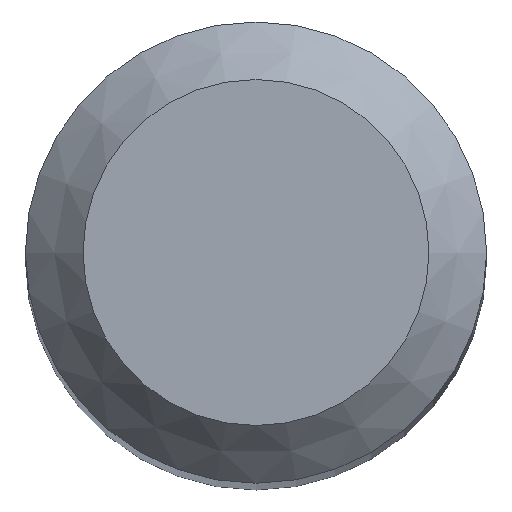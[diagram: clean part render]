
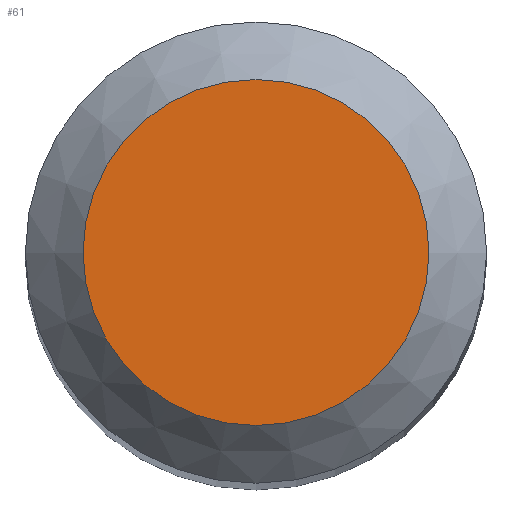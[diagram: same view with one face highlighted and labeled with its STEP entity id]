
A CAD part, top view. The second image highlights one B-rep face of the part: STEP entity #61.
In plain terms, the highlighted planar face has unit normal (0, 0, 1).
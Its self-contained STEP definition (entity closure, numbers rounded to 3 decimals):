
#52=PLANE('',#169);
#56=FACE_OUTER_BOUND('',#84,.T.);
#61=ADVANCED_FACE('',(#56),#52,.T.);
#84=EDGE_LOOP('',(#98));
#98=ORIENTED_EDGE('',*,*,#117,.F.);
#110=VERTEX_POINT('',#241);
#117=EDGE_CURVE('',#110,#110,#124,.T.);
#124=CIRCLE('',#166,1.5);
#166=AXIS2_PLACEMENT_3D('',#240,#190,#191);
#169=AXIS2_PLACEMENT_3D('',#245,#196,#197);
#190=DIRECTION('',(0.,0.,-1.));
#191=DIRECTION('',(-1.,0.,0.));
#196=DIRECTION('',(0.,0.,1.));
#197=DIRECTION('',(1.,0.,0.));
#240=CARTESIAN_POINT('',(0.,0.,0.));
#241=CARTESIAN_POINT('',(-1.5,0.,0.));
#245=CARTESIAN_POINT('',(1.5,0.,0.));
